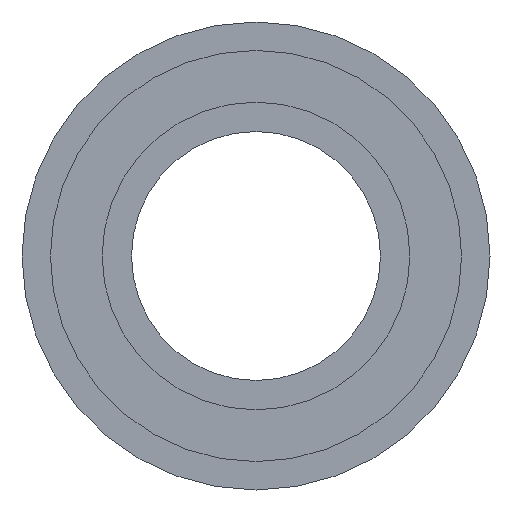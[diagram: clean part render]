
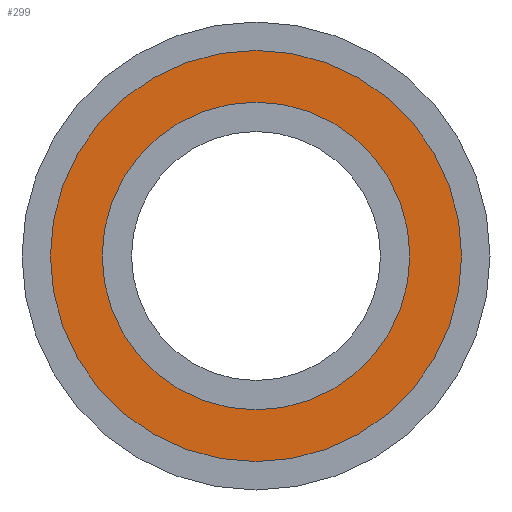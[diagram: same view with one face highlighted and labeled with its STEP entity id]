
A CAD part, left-side view. The second image highlights one B-rep face of the part: STEP entity #299.
In plain terms, the highlighted planar face has unit normal (-1, 0, 0).
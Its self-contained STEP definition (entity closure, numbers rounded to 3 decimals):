
#23 = CIRCLE ( 'NONE', #366, 15.45 ) ;
#48 = AXIS2_PLACEMENT_3D ( 'NONE', #560, #539, #239 ) ;
#53 = FACE_BOUND ( 'NONE', #392, .T. ) ;
#88 = CIRCLE ( 'NONE', #244, 20.65 ) ;
#97 = EDGE_CURVE ( 'NONE', #442, #438, #315, .T. ) ;
#161 = CARTESIAN_POINT ( 'NONE',  ( 0.43, 0., -20.65 ) ) ;
#194 = CARTESIAN_POINT ( 'NONE',  ( 0.43, 0., 20.65 ) ) ;
#195 = DIRECTION ( 'NONE',  ( 0., 0., -1. ) ) ;
#203 = CARTESIAN_POINT ( 'NONE',  ( 0.43, 0., 15.45 ) ) ;
#213 = DIRECTION ( 'NONE',  ( 1., 0., 0. ) ) ;
#225 = EDGE_CURVE ( 'NONE', #551, #253, #311, .T. ) ;
#226 = DIRECTION ( 'NONE',  ( 1., 0., 0. ) ) ;
#236 = FACE_OUTER_BOUND ( 'NONE', #396, .T. ) ;
#239 = DIRECTION ( 'NONE',  ( 0., 0., 1. ) ) ;
#244 = AXIS2_PLACEMENT_3D ( 'NONE', #325, #322, #321 ) ;
#249 = DIRECTION ( 'NONE',  ( 0., 0., -1. ) ) ;
#252 = CARTESIAN_POINT ( 'NONE',  ( 0.43, 0., 0. ) ) ;
#253 = VERTEX_POINT ( 'NONE', #203 ) ;
#254 = AXIS2_PLACEMENT_3D ( 'NONE', #252, #213, #249 ) ;
#299 = ADVANCED_FACE ( 'NONE', ( #53, #236 ), #542, .T. ) ;
#302 = CARTESIAN_POINT ( 'NONE',  ( 0.43, 0., 0. ) ) ;
#311 = CIRCLE ( 'NONE', #254, 15.45 ) ;
#314 = CARTESIAN_POINT ( 'NONE',  ( 0.43, 0., 0. ) ) ;
#315 = CIRCLE ( 'NONE', #536, 20.65 ) ;
#321 = DIRECTION ( 'NONE',  ( 0., 0., -1. ) ) ;
#322 = DIRECTION ( 'NONE',  ( 1., 0., 0. ) ) ;
#325 = CARTESIAN_POINT ( 'NONE',  ( 0.43, 0., 0. ) ) ;
#366 = AXIS2_PLACEMENT_3D ( 'NONE', #314, #556, #543 ) ;
#373 = ORIENTED_EDGE ( 'NONE', *, *, #97, .F. ) ;
#392 = EDGE_LOOP ( 'NONE', ( #548, #414 ) ) ;
#396 = EDGE_LOOP ( 'NONE', ( #537, #373 ) ) ;
#414 = ORIENTED_EDGE ( 'NONE', *, *, #553, .T. ) ;
#438 = VERTEX_POINT ( 'NONE', #161 ) ;
#442 = VERTEX_POINT ( 'NONE', #194 ) ;
#470 = EDGE_CURVE ( 'NONE', #438, #442, #88, .T. ) ;
#536 = AXIS2_PLACEMENT_3D ( 'NONE', #302, #226, #195 ) ;
#537 = ORIENTED_EDGE ( 'NONE', *, *, #470, .F. ) ;
#539 = DIRECTION ( 'NONE',  ( -1., 0., 0. ) ) ;
#542 = PLANE ( 'NONE',  #48 ) ;
#543 = DIRECTION ( 'NONE',  ( 0., 0., -1. ) ) ;
#548 = ORIENTED_EDGE ( 'NONE', *, *, #225, .T. ) ;
#551 = VERTEX_POINT ( 'NONE', #561 ) ;
#553 = EDGE_CURVE ( 'NONE', #253, #551, #23, .T. ) ;
#556 = DIRECTION ( 'NONE',  ( 1., 0., 0. ) ) ;
#560 = CARTESIAN_POINT ( 'NONE',  ( 0.43, -20.898, -20.898 ) ) ;
#561 = CARTESIAN_POINT ( 'NONE',  ( 0.43, 0., -15.45 ) ) ;
